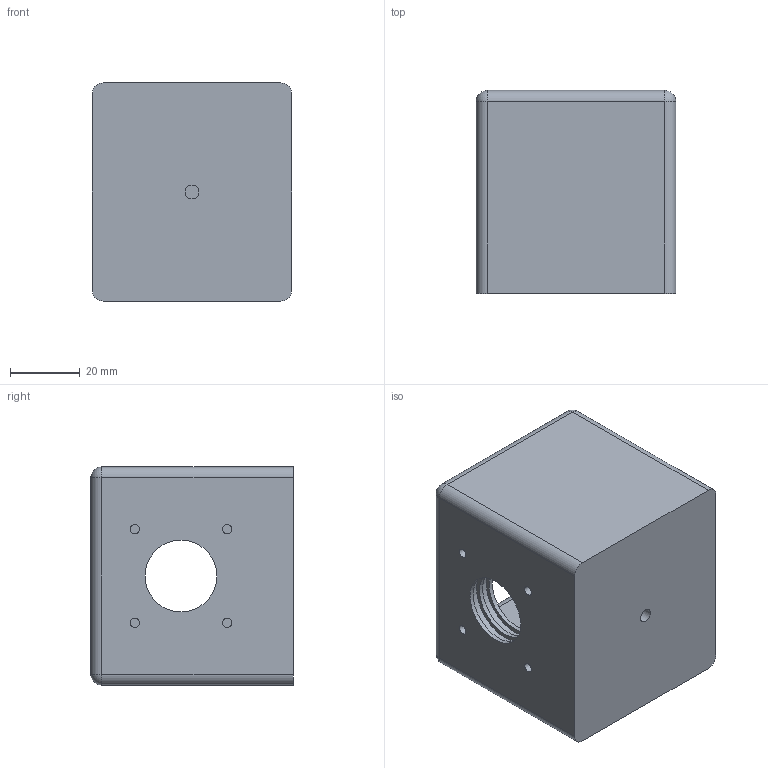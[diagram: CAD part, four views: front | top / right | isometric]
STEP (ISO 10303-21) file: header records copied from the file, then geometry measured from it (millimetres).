
FILE_DESCRIPTION(/* description */ (''),/* implementation_level */ '2;1');
FILE_NAME(/* name */ 'SampleChamber.stp',/* time_stamp */ '2025-03-11T13:19:10-05:00',/* author */ ('monolithic'),/* organization */ (''),/* preprocessor_version */ 'ST-DEVELOPER v20',/* originating_system */ 'Autodesk Inventor 2024',/* authorisation */ '');
FILE_SCHEMA (('AUTOMOTIVE_DESIGN { 1 0 10303 214 3 1 1 }'));
Length unit declared in the file: inch
Products named in the file (1): 2TL20X-MPL_Nikon25_DoubleOring_1
Bounding box: 57.43 x 58.35 x 62.79 mm (x, y, z)
Volume: 103823.5 mm3; surface area: 30053.9 mm2
Topology: 1 solids, 1 shells, 97 faces, 181 edges, 107 vertices
Faces by surface type: cylinder 48, plane 37, sphere 8, bspline 4
Full cylindrical faces by diameter (mm): 2.695 x12, 3.99 x1, 20.65 x6, 23.012 x4, 39.421 x3, 44.501 x2
Entity records: 2865 total; most frequent: CARTESIAN_POINT 739, DIRECTION 441, ORIENTED_EDGE 354, AXIS2_PLACEMENT_3D 183, EDGE_CURVE 177, EDGE_LOOP 127, VERTEX_POINT 106, STYLED_ITEM 98
